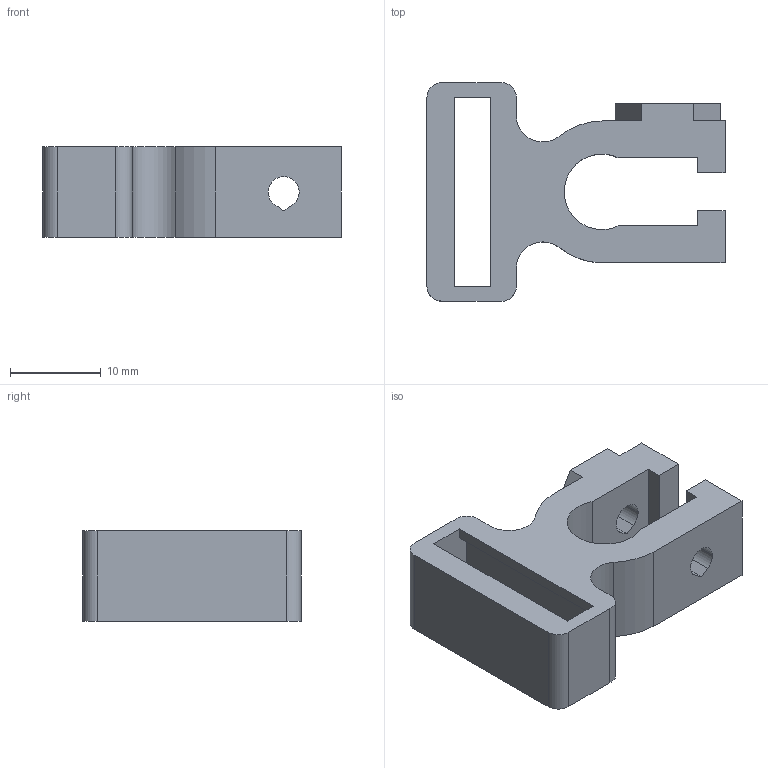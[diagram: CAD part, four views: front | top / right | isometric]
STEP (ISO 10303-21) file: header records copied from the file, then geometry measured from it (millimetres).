
FILE_DESCRIPTION (( 'STEP AP203' ), '1' );
FILE_NAME ('Eckertech_End_Stop_Holderx3.STEP', '2012-07-31T21:05:29', ( '' ), ( '' ), 'SwSTEP 2.0', 'SolidWorks 2012', '' );
FILE_SCHEMA (( 'CONFIG_CONTROL_DESIGN' ));
Length unit declared in the file: millimetre
Products named in the file (1): Eckertech_End_Stop_Holderx3
Bounding box: 32.76 x 24.04 x 10 mm (x, y, z)
Volume: 3191.5 mm3; surface area: 2974.5 mm2
Topology: 1 solids, 1 shells, 57 faces, 162 edges, 108 vertices
Faces by surface type: plane 42, cylinder 15
Entity records: 1935 total; most frequent: CARTESIAN_POINT 328, ORIENTED_EDGE 324, DIRECTION 308, EDGE_CURVE 162, LINE 132, VECTOR 132, VERTEX_POINT 108, AXIS2_PLACEMENT_3D 88
